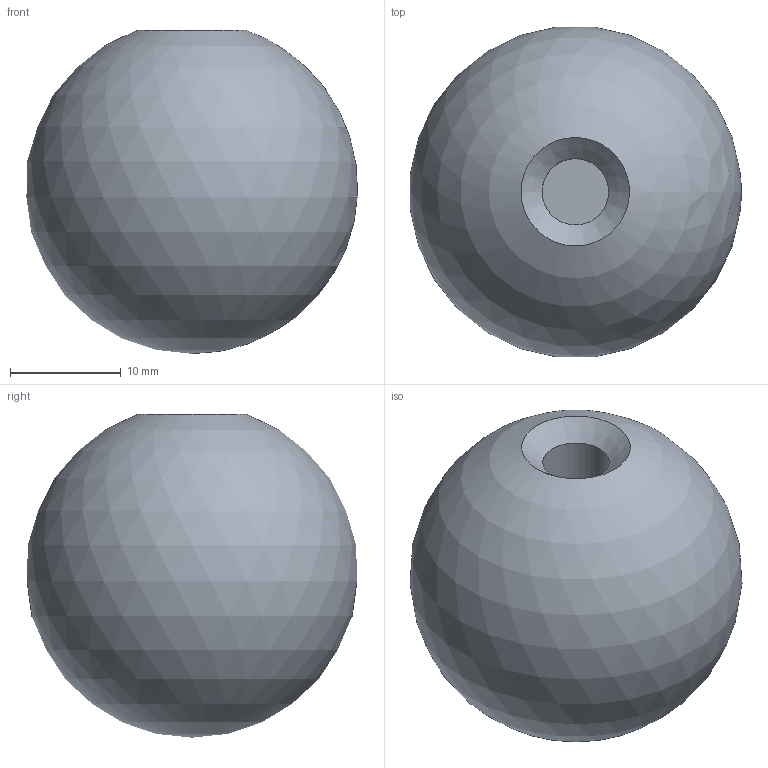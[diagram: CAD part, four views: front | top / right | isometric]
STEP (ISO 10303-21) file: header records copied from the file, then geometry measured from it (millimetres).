
FILE_DESCRIPTION(('STEP AP214'), '1');
FILE_NAME('àðò. KRT106', '2014-09-22T15:57:19', ('Áàòóðà Àíäðåé Ïàâëîâè÷'), ('Ëåñòíè÷íûé öåíòåð'), 'ASCON STEP Converter 1.3', 'ASCON Math Kernel', '');
FILE_SCHEMA(('AUTOMOTIVE_DESIGN { 1 0 10303 214 3 1 1}'));
Length unit declared in the file: millimetre
Bounding box: 29.87 x 29.76 x 29.18 mm (x, y, z)
Volume: 13584.9 mm3; surface area: 3133.4 mm2
Topology: 1 solids, 1 shells, 4 faces, 7 edges, 4 vertices
Faces by surface type: sphere 1, cylinder 1, plane 1, cone 1
Full cylindrical faces by diameter (mm): 6 x1
Entity records: 150 total; most frequent: DIRECTION 16, CARTESIAN_POINT 11, AXIS2_PLACEMENT_3D 8, EDGE_LOOP 6, ORIENTED_EDGE 6, COLOUR_RGB 5, FILL_AREA_STYLE_COLOUR 5, FILL_AREA_STYLE 5
